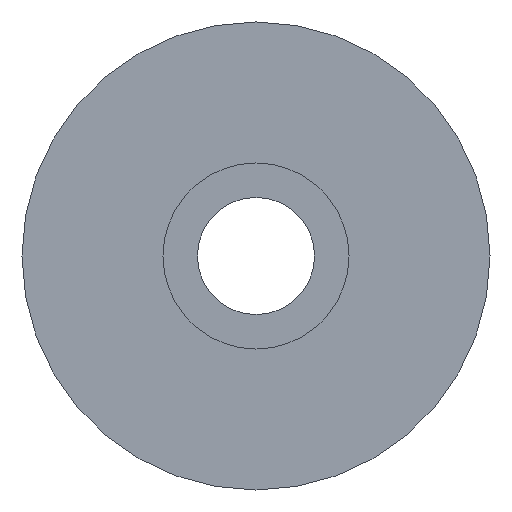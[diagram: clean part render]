
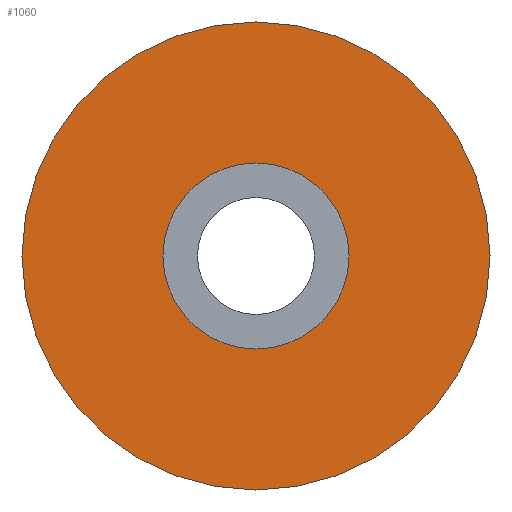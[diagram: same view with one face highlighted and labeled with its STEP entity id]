
A CAD part, left-side view. The second image highlights one B-rep face of the part: STEP entity #1060.
In plain terms, the highlighted planar face has unit normal (-1, 0, 0).
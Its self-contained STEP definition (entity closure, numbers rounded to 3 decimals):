
#67 = CARTESIAN_POINT ( 'NONE',  ( 6.5, 0., 0. ) ) ;
#80 = CARTESIAN_POINT ( 'NONE',  ( 6.5, 0., 3.975 ) ) ;
#156 = VERTEX_POINT ( 'NONE', #727 ) ;
#176 = EDGE_CURVE ( 'NONE', #404, #1444, #675, .T. ) ;
#294 = PLANE ( 'NONE',  #794 ) ;
#300 = CIRCLE ( 'NONE', #1750, 10. ) ;
#363 = AXIS2_PLACEMENT_3D ( 'NONE', #992, #603, #1156 ) ;
#404 = VERTEX_POINT ( 'NONE', #80 ) ;
#449 = CARTESIAN_POINT ( 'NONE',  ( 6.5, 0., 0. ) ) ;
#593 = DIRECTION ( 'NONE',  ( 1., 0., 0. ) ) ;
#603 = DIRECTION ( 'NONE',  ( 1., 0., 0. ) ) ;
#635 = DIRECTION ( 'NONE',  ( 1., 0., 0. ) ) ;
#675 = CIRCLE ( 'NONE', #363, 3.975 ) ;
#716 = CARTESIAN_POINT ( 'NONE',  ( 6.5, 0., 0. ) ) ;
#727 = CARTESIAN_POINT ( 'NONE',  ( 6.5, 0., 10. ) ) ;
#778 = VERTEX_POINT ( 'NONE', #927 ) ;
#794 = AXIS2_PLACEMENT_3D ( 'NONE', #449, #989, #1007 ) ;
#815 = CARTESIAN_POINT ( 'NONE',  ( 6.5, 0., 0. ) ) ;
#898 = DIRECTION ( 'NONE',  ( 0., 0., -1. ) ) ;
#927 = CARTESIAN_POINT ( 'NONE',  ( 6.5, 0., -10. ) ) ;
#930 = ORIENTED_EDGE ( 'NONE', *, *, #1154, .F. ) ;
#939 = AXIS2_PLACEMENT_3D ( 'NONE', #815, #942, #1185 ) ;
#942 = DIRECTION ( 'NONE',  ( 1., 0., 0. ) ) ;
#947 = CARTESIAN_POINT ( 'NONE',  ( 6.5, 0., -3.975 ) ) ;
#989 = DIRECTION ( 'NONE',  ( 1., 0., 0. ) ) ;
#992 = CARTESIAN_POINT ( 'NONE',  ( 6.5, 0., 0. ) ) ;
#1007 = DIRECTION ( 'NONE',  ( 0., 0., -1. ) ) ;
#1060 = ADVANCED_FACE ( 'NONE', ( #1690, #1573 ), #294, .F. ) ;
#1111 = AXIS2_PLACEMENT_3D ( 'NONE', #67, #635, #898 ) ;
#1154 = EDGE_CURVE ( 'NONE', #156, #778, #300, .T. ) ;
#1156 = DIRECTION ( 'NONE',  ( 0., 0., -1. ) ) ;
#1185 = DIRECTION ( 'NONE',  ( 0., 0., -1. ) ) ;
#1239 = ORIENTED_EDGE ( 'NONE', *, *, #1299, .F. ) ;
#1267 = ORIENTED_EDGE ( 'NONE', *, *, #176, .T. ) ;
#1269 = DIRECTION ( 'NONE',  ( 0., 0., -1. ) ) ;
#1299 = EDGE_CURVE ( 'NONE', #778, #156, #1662, .T. ) ;
#1353 = EDGE_LOOP ( 'NONE', ( #930, #1239 ) ) ;
#1396 = ORIENTED_EDGE ( 'NONE', *, *, #1615, .T. ) ;
#1444 = VERTEX_POINT ( 'NONE', #947 ) ;
#1507 = EDGE_LOOP ( 'NONE', ( #1267, #1396 ) ) ;
#1573 = FACE_BOUND ( 'NONE', #1507, .T. ) ;
#1615 = EDGE_CURVE ( 'NONE', #1444, #404, #1664, .T. ) ;
#1662 = CIRCLE ( 'NONE', #1111, 10. ) ;
#1664 = CIRCLE ( 'NONE', #939, 3.975 ) ;
#1690 = FACE_OUTER_BOUND ( 'NONE', #1353, .T. ) ;
#1750 = AXIS2_PLACEMENT_3D ( 'NONE', #716, #593, #1269 ) ;
